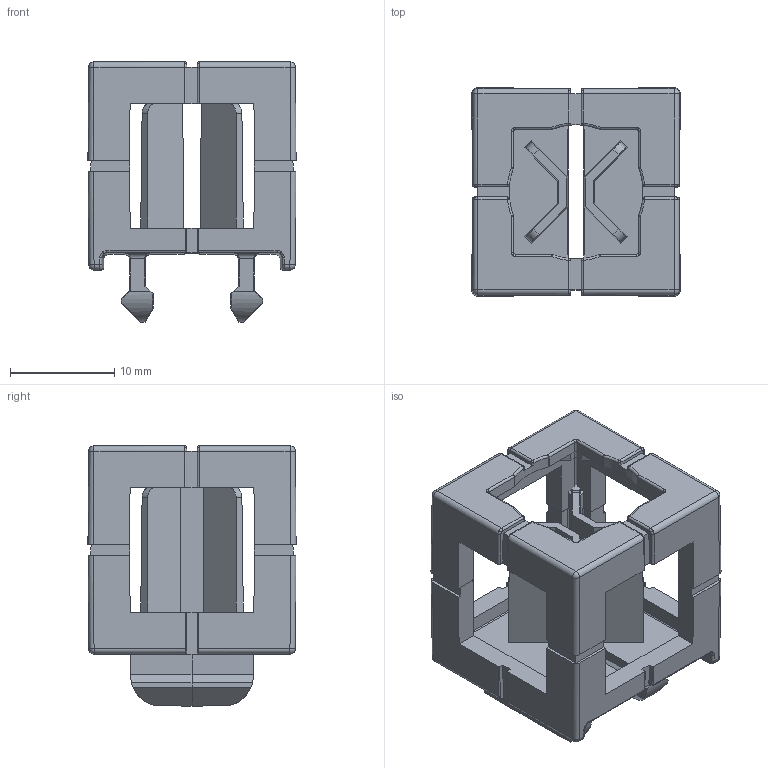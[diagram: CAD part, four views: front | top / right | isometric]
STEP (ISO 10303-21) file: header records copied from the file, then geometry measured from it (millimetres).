
FILE_DESCRIPTION (( 'STEP AP203' ), '1' );
FILE_NAME ('20-00189g.STEP', '2014-03-28T23:43:06', ( 'Nicholas Morozovsky' ), ( '' ), 'SwSTEP 2.0', 'SolidWorks 2012', '' );
FILE_SCHEMA (( 'CONFIG_CONTROL_DESIGN' ));
Length unit declared in the file: millimetre
Products named in the file (1): 20-00189g
Bounding box: 20 x 20 x 25 mm (x, y, z)
Volume: 2505.3 mm3; surface area: 4042.5 mm2
Topology: 2 solids, 2 shells, 538 faces, 1401 edges, 851 vertices
Faces by surface type: plane 241, cylinder 134, bspline 64, cone 50, sphere 30, torus 19
Entity records: 16937 total; most frequent: CARTESIAN_POINT 4759, ORIENTED_EDGE 2776, DIRECTION 2286, EDGE_CURVE 1388, VERTEX_POINT 851, LINE 788, VECTOR 788, AXIS2_PLACEMENT_3D 749
